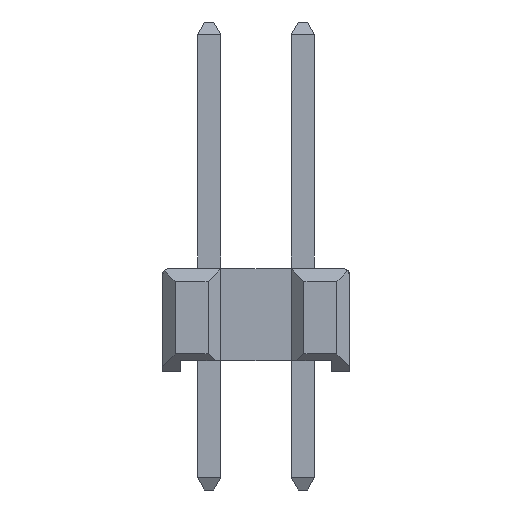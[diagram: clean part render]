
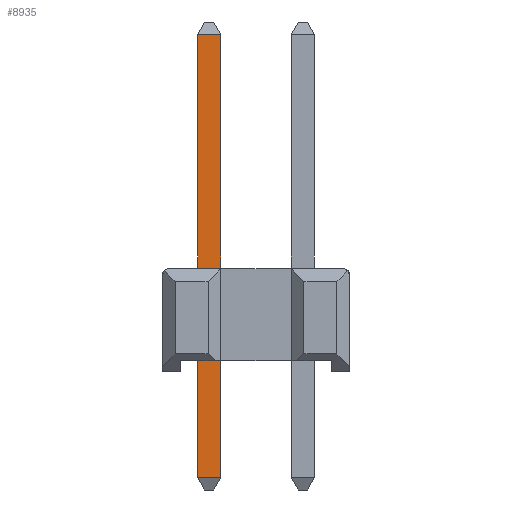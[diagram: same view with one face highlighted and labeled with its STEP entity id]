
A CAD part, front view. The second image highlights one B-rep face of the part: STEP entity #8935.
In plain terms, the highlighted planar face has unit normal (0, -1, 0).
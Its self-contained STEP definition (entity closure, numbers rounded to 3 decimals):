
#8839 = B_SPLINE_SURFACE_WITH_KNOTS('',1,1,(
    (#8840,#8841)
    ,(#8842,#8843
    )),.UNSPECIFIED.,.F.,.F.,.F.,(2,2),(2,2),(-9.358,
    0.093),(-0.64,0.01),
  .PIECEWISE_BEZIER_KNOTS.);
#8840 = CARTESIAN_POINT('',(-0.315,-30.155,9.326));
#8841 = CARTESIAN_POINT('',(-0.315,-30.805,9.326));
#8842 = CARTESIAN_POINT('',(-0.315,-30.155,-2.981));
#8843 = CARTESIAN_POINT('',(-0.315,-30.805,-2.981));
#8862 = VERTEX_POINT('',#8863);
#8863 = CARTESIAN_POINT('',(-0.315,-30.795,-2.86));
#8886 = EDGE_CURVE('',#8862,#8887,#8889,.T.);
#8887 = VERTEX_POINT('',#8888);
#8888 = CARTESIAN_POINT('',(-0.315,-30.795,9.156));
#8889 = SURFACE_CURVE('',#8890,(#8893,#8899),.PCURVE_S1.);
#8890 = B_SPLINE_CURVE_WITH_KNOTS('',1,(#8891,#8892),.UNSPECIFIED.,.F.,
  .F.,(2,2),(-9.266,-0.038),
  .PIECEWISE_BEZIER_KNOTS.);
#8891 = CARTESIAN_POINT('',(-0.315,-30.795,-2.86));
#8892 = CARTESIAN_POINT('',(-0.315,-30.795,9.156));
#8893 = PCURVE('',#8839,#8894);
#8894 = DEFINITIONAL_REPRESENTATION('',(#8895),#8898);
#8895 = B_SPLINE_CURVE_WITH_KNOTS('',1,(#8896,#8897),.UNSPECIFIED.,.F.,
  .F.,(2,2),(-9.266,-0.038),
  .PIECEWISE_BEZIER_KNOTS.);
#8896 = CARTESIAN_POINT('',(0.,0.));
#8897 = CARTESIAN_POINT('',(-9.227,0.));
#8898 = ( GEOMETRIC_REPRESENTATION_CONTEXT(2) 
PARAMETRIC_REPRESENTATION_CONTEXT() REPRESENTATION_CONTEXT('2D SPACE',''
  ) );
#8899 = PCURVE('',#8900,#8905);
#8900 = PLANE('',#8901);
#8901 = AXIS2_PLACEMENT_3D('',#8902,#8903,#8904);
#8902 = CARTESIAN_POINT('',(-0.325,-30.795,-2.981));
#8903 = DIRECTION('',(0.,-1.,
    0.));
#8904 = DIRECTION('',(0.,0.,
    1.));
#8905 = DEFINITIONAL_REPRESENTATION('',(#8906),#8909);
#8906 = B_SPLINE_CURVE_WITH_KNOTS('',1,(#8907,#8908),.UNSPECIFIED.,.F.,
  .F.,(2,2),(-9.266,-0.038),
  .PIECEWISE_BEZIER_KNOTS.);
#8907 = CARTESIAN_POINT('',(0.121,-0.01));
#8908 = CARTESIAN_POINT('',(12.136,-0.01));
#8909 = ( GEOMETRIC_REPRESENTATION_CONTEXT(2) 
PARAMETRIC_REPRESENTATION_CONTEXT() REPRESENTATION_CONTEXT('2D SPACE',''
  ) );
#8935 = ADVANCED_FACE('',(#8936),#8900,.T.);
#8936 = FACE_BOUND('',#8937,.T.);
#8937 = EDGE_LOOP('',(#8938,#8939,#8964,#8989));
#8938 = ORIENTED_EDGE('',*,*,#8886,.F.);
#8939 = ORIENTED_EDGE('',*,*,#8940,.T.);
#8940 = EDGE_CURVE('',#8862,#8941,#8943,.T.);
#8941 = VERTEX_POINT('',#8942);
#8942 = CARTESIAN_POINT('',(0.315,-30.795,-2.86));
#8943 = SURFACE_CURVE('',#8944,(#8947,#8953),.PCURVE_S1.);
#8944 = B_SPLINE_CURVE_WITH_KNOTS('',1,(#8945,#8946),.UNSPECIFIED.,.F.,
  .F.,(2,2),(9.266,9.896),.PIECEWISE_BEZIER_KNOTS.);
#8945 = CARTESIAN_POINT('',(-0.315,-30.795,-2.86));
#8946 = CARTESIAN_POINT('',(0.315,-30.795,-2.86));
#8947 = PCURVE('',#8900,#8948);
#8948 = DEFINITIONAL_REPRESENTATION('',(#8949),#8952);
#8949 = B_SPLINE_CURVE_WITH_KNOTS('',1,(#8950,#8951),.UNSPECIFIED.,.F.,
  .F.,(2,2),(9.266,9.896),.PIECEWISE_BEZIER_KNOTS.);
#8950 = CARTESIAN_POINT('',(0.121,-0.01));
#8951 = CARTESIAN_POINT('',(0.121,-0.64));
#8952 = ( GEOMETRIC_REPRESENTATION_CONTEXT(2) 
PARAMETRIC_REPRESENTATION_CONTEXT() REPRESENTATION_CONTEXT('2D SPACE',''
  ) );
#8953 = PCURVE('',#8954,#8959);
#8954 = PLANE('',#8955);
#8955 = AXIS2_PLACEMENT_3D('',#8956,#8957,#8958);
#8956 = CARTESIAN_POINT('',(-0.325,-30.6,-3.209));
#8957 = DIRECTION('',(0.,-0.873,-0.488
    ));
#8958 = DIRECTION('',(0.,-0.488,0.873
    ));
#8959 = DEFINITIONAL_REPRESENTATION('',(#8960),#8963);
#8960 = B_SPLINE_CURVE_WITH_KNOTS('',1,(#8961,#8962),.UNSPECIFIED.,.F.,
  .F.,(2,2),(9.266,9.896),.PIECEWISE_BEZIER_KNOTS.);
#8961 = CARTESIAN_POINT('',(0.4,-0.01));
#8962 = CARTESIAN_POINT('',(0.4,-0.64));
#8963 = ( GEOMETRIC_REPRESENTATION_CONTEXT(2) 
PARAMETRIC_REPRESENTATION_CONTEXT() REPRESENTATION_CONTEXT('2D SPACE',''
  ) );
#8964 = ORIENTED_EDGE('',*,*,#8965,.T.);
#8965 = EDGE_CURVE('',#8941,#8966,#8968,.T.);
#8966 = VERTEX_POINT('',#8967);
#8967 = CARTESIAN_POINT('',(0.315,-30.795,9.156));
#8968 = SURFACE_CURVE('',#8969,(#8972,#8978),.PCURVE_S1.);
#8969 = B_SPLINE_CURVE_WITH_KNOTS('',1,(#8970,#8971),.UNSPECIFIED.,.F.,
  .F.,(2,2),(9.896,19.123),.PIECEWISE_BEZIER_KNOTS.);
#8970 = CARTESIAN_POINT('',(0.315,-30.795,-2.86));
#8971 = CARTESIAN_POINT('',(0.315,-30.795,9.156));
#8972 = PCURVE('',#8900,#8973);
#8973 = DEFINITIONAL_REPRESENTATION('',(#8974),#8977);
#8974 = B_SPLINE_CURVE_WITH_KNOTS('',1,(#8975,#8976),.UNSPECIFIED.,.F.,
  .F.,(2,2),(9.896,19.123),.PIECEWISE_BEZIER_KNOTS.);
#8975 = CARTESIAN_POINT('',(0.121,-0.64));
#8976 = CARTESIAN_POINT('',(12.136,-0.64));
#8977 = ( GEOMETRIC_REPRESENTATION_CONTEXT(2) 
PARAMETRIC_REPRESENTATION_CONTEXT() REPRESENTATION_CONTEXT('2D SPACE',''
  ) );
#8978 = PCURVE('',#8979,#8984);
#8979 = B_SPLINE_SURFACE_WITH_KNOTS('',1,1,(
    (#8980,#8981)
    ,(#8982,#8983
    )),.UNSPECIFIED.,.F.,.F.,.F.,(2,2),(2,2),(-0.64,0.01),(
    -9.358,0.093),.PIECEWISE_BEZIER_KNOTS.);
#8980 = CARTESIAN_POINT('',(0.315,-30.155,9.326));
#8981 = CARTESIAN_POINT('',(0.315,-30.155,-2.981));
#8982 = CARTESIAN_POINT('',(0.315,-30.805,9.326));
#8983 = CARTESIAN_POINT('',(0.315,-30.805,-2.981));
#8984 = DEFINITIONAL_REPRESENTATION('',(#8985),#8988);
#8985 = B_SPLINE_CURVE_WITH_KNOTS('',1,(#8986,#8987),.UNSPECIFIED.,.F.,
  .F.,(2,2),(9.896,19.123),.PIECEWISE_BEZIER_KNOTS.);
#8986 = CARTESIAN_POINT('',(0.,0.));
#8987 = CARTESIAN_POINT('',(0.,-9.227));
#8988 = ( GEOMETRIC_REPRESENTATION_CONTEXT(2) 
PARAMETRIC_REPRESENTATION_CONTEXT() REPRESENTATION_CONTEXT('2D SPACE',''
  ) );
#8989 = ORIENTED_EDGE('',*,*,#8990,.T.);
#8990 = EDGE_CURVE('',#8966,#8887,#8991,.T.);
#8991 = SURFACE_CURVE('',#8992,(#8995,#9001),.PCURVE_S1.);
#8992 = B_SPLINE_CURVE_WITH_KNOTS('',1,(#8993,#8994),.UNSPECIFIED.,.F.,
  .F.,(2,2),(19.161,19.791),.PIECEWISE_BEZIER_KNOTS.);
#8993 = CARTESIAN_POINT('',(0.315,-30.795,9.156));
#8994 = CARTESIAN_POINT('',(-0.315,-30.795,9.156));
#8995 = PCURVE('',#8900,#8996);
#8996 = DEFINITIONAL_REPRESENTATION('',(#8997),#9000);
#8997 = B_SPLINE_CURVE_WITH_KNOTS('',1,(#8998,#8999),.UNSPECIFIED.,.F.,
  .F.,(2,2),(19.161,19.791),.PIECEWISE_BEZIER_KNOTS.);
#8998 = CARTESIAN_POINT('',(12.136,-0.64));
#8999 = CARTESIAN_POINT('',(12.136,-0.01));
#9000 = ( GEOMETRIC_REPRESENTATION_CONTEXT(2) 
PARAMETRIC_REPRESENTATION_CONTEXT() REPRESENTATION_CONTEXT('2D SPACE',''
  ) );
#9001 = PCURVE('',#9002,#9007);
#9002 = PLANE('',#9003);
#9003 = AXIS2_PLACEMENT_3D('',#9004,#9005,#9006);
#9004 = CARTESIAN_POINT('',(-0.325,-30.6,9.504));
#9005 = DIRECTION('',(0.,-0.873,0.487
    ));
#9006 = DIRECTION('',(0.,0.487,0.873
    ));
#9007 = DEFINITIONAL_REPRESENTATION('',(#9008),#9011);
#9008 = B_SPLINE_CURVE_WITH_KNOTS('',1,(#9009,#9010),.UNSPECIFIED.,.F.,
  .F.,(2,2),(19.161,19.791),.PIECEWISE_BEZIER_KNOTS.);
#9009 = CARTESIAN_POINT('',(-0.399,-0.64));
#9010 = CARTESIAN_POINT('',(-0.399,-0.01));
#9011 = ( GEOMETRIC_REPRESENTATION_CONTEXT(2) 
PARAMETRIC_REPRESENTATION_CONTEXT() REPRESENTATION_CONTEXT('2D SPACE',''
  ) );
